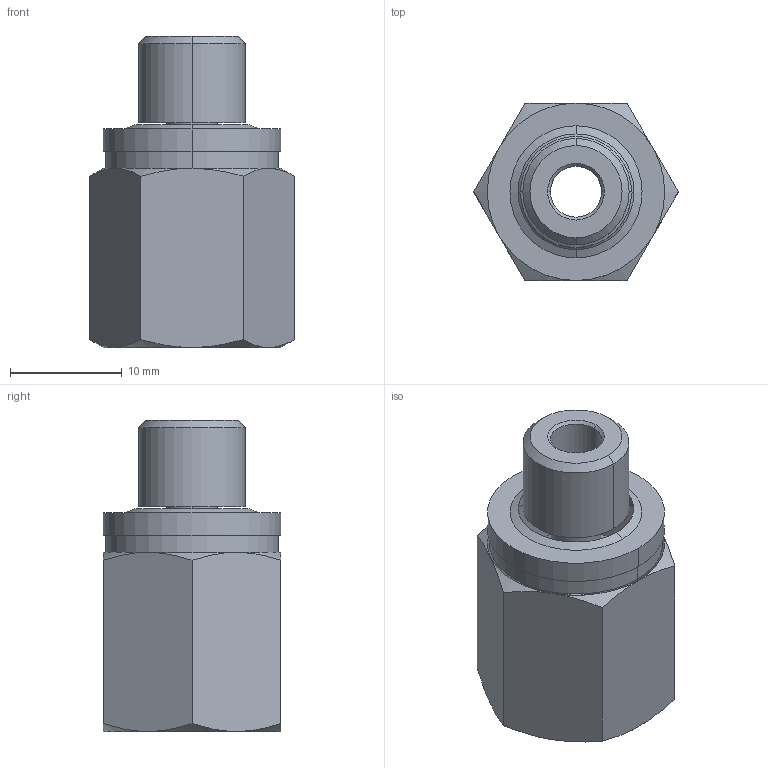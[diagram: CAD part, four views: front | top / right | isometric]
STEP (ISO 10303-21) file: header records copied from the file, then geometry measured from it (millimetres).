
FILE_DESCRIPTION((''),'2;1');
FILE_NAME('ILC30878244','2014-09-26T',('jdw'),(''),'PRO/ENGINEER BY PARAMETRIC TECHNOLOGY CORPORATION, 2013320','PRO/ENGINEER BY PARAMETRIC TECHNOLOGY CORPORATION, 2013320','');
FILE_SCHEMA(('AUTOMOTIVE_DESIGN { 1 0 10303 214 1 1 1 1 }'));
Length unit declared in the file: inch
Products named in the file (1): ILC30878244
Bounding box: 18.33 x 15.88 x 27.86 mm (x, y, z)
Surface area: 2257 mm2 (no closed solid volume)
Topology: 0 solids, 4 shells, 43 faces, 98 edges, 58 vertices
Faces by surface type: cone 24, cylinder 10, plane 9
Entity records: 1724 total; most frequent: CARTESIAN_POINT 343, DIRECTION 206, ORIENTED_EDGE 176, COLOUR_RGB 106, EDGE_CURVE 98, AXIS2_PLACEMENT_3D 89, VERTEX_POINT 58, EDGE_LOOP 46
